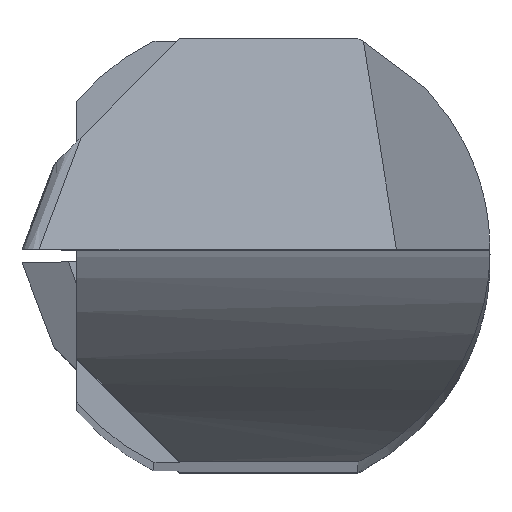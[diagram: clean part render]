
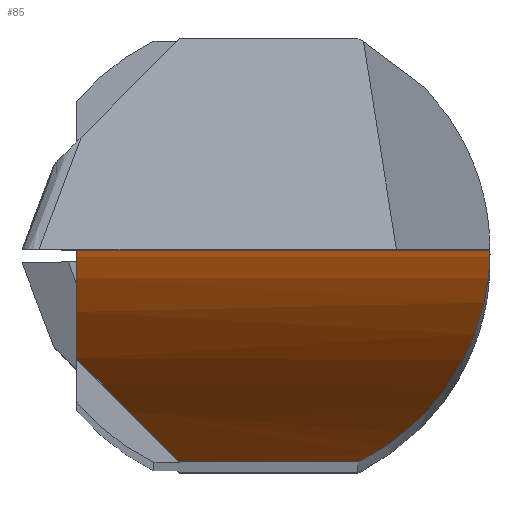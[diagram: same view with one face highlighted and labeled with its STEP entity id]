
A CAD part, top view. The second image highlights one B-rep face of the part: STEP entity #85.
In plain terms, the highlighted cylindrical face has radius 5 mm (diameter 10 mm), a partial arc.
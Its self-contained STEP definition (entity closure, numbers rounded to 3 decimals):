
#85=ADVANCED_FACE('',(#128),#112,.F.);
#112=CYLINDRICAL_SURFACE('',#844,5.);
#128=FACE_OUTER_BOUND('',#165,.T.);
#165=EDGE_LOOP('',(#270,#271,#272,#273,#274));
#192=CIRCLE('',#843,5.);
#201=ELLIPSE('',#842,7.071,5.);
#270=ORIENTED_EDGE('',*,*,#511,.F.);
#271=ORIENTED_EDGE('',*,*,#512,.T.);
#272=ORIENTED_EDGE('',*,*,#510,.F.);
#273=ORIENTED_EDGE('',*,*,#513,.F.);
#274=ORIENTED_EDGE('',*,*,#514,.F.);
#429=VERTEX_POINT('',#1211);
#434=VERTEX_POINT('',#1240);
#435=VERTEX_POINT('',#1259);
#436=VERTEX_POINT('',#1260);
#437=VERTEX_POINT('',#1263);
#510=EDGE_CURVE('',#434,#429,#580,.T.);
#511=EDGE_CURVE('',#435,#436,#201,.T.);
#512=EDGE_CURVE('',#435,#429,#648,.T.);
#513=EDGE_CURVE('',#437,#434,#649,.T.);
#514=EDGE_CURVE('',#436,#437,#192,.T.);
#580=B_SPLINE_CURVE_WITH_KNOTS('',3,(#1241,#1242,#1243,#1244,#1245,#1246,
#1247,#1248,#1249,#1250,#1251,#1252,#1253,#1254,#1255,#1256),
 .UNSPECIFIED.,.F.,.F.,(4,3,3,3,3,4),(0.,0.383,0.653,
0.826,0.955,1.),.UNSPECIFIED.);
#648=LINE('',#1261,#733);
#649=LINE('',#1262,#734);
#733=VECTOR('',#958,1.);
#734=VECTOR('',#959,1.);
#842=AXIS2_PLACEMENT_3D('',#1258,#956,#957);
#843=AXIS2_PLACEMENT_3D('',#1264,#960,#961);
#844=AXIS2_PLACEMENT_3D('',#1265,#962,#963);
#956=DIRECTION('',(0.707,0.707,0.));
#957=DIRECTION('',(0.707,-0.707,0.));
#958=DIRECTION('',(1.,0.,0.));
#959=DIRECTION('',(1.,0.,0.));
#960=DIRECTION('',(1.,0.,0.));
#961=DIRECTION('',(0.,0.862,-0.506));
#962=DIRECTION('',(1.,0.,0.));
#963=DIRECTION('',(0.,1.,0.));
#1211=CARTESIAN_POINT('',(0.654,-1.35,17.5));
#1240=CARTESIAN_POINT('',(1.5,0.,20.917));
#1241=CARTESIAN_POINT('',(1.5,0.,20.917));
#1242=CARTESIAN_POINT('',(1.5,0.,20.411));
#1243=CARTESIAN_POINT('',(1.506,-0.079,19.899));
#1244=CARTESIAN_POINT('',(1.482,-0.23,19.417));
#1245=CARTESIAN_POINT('',(1.466,-0.338,19.076));
#1246=CARTESIAN_POINT('',(1.433,-0.484,18.743));
#1247=CARTESIAN_POINT('',(1.349,-0.656,18.441));
#1248=CARTESIAN_POINT('',(1.295,-0.767,18.246));
#1249=CARTESIAN_POINT('',(1.218,-0.891,18.061));
#1250=CARTESIAN_POINT('',(1.107,-1.012,17.901));
#1251=CARTESIAN_POINT('',(1.024,-1.103,17.781));
#1252=CARTESIAN_POINT('',(0.92,-1.194,17.673));
#1253=CARTESIAN_POINT('',(0.795,-1.272,17.585));
#1254=CARTESIAN_POINT('',(0.751,-1.3,17.554));
#1255=CARTESIAN_POINT('',(0.703,-1.326,17.526));
#1256=CARTESIAN_POINT('',(0.654,-1.35,17.5));
#1258=CARTESIAN_POINT('',(3.162,-5.,20.917));
#1259=CARTESIAN_POINT('',(-0.488,-1.35,17.5));
#1260=CARTESIAN_POINT('',(-1.15,-0.688,18.385));
#1261=CARTESIAN_POINT('',(-0.488,-1.35,17.5));
#1262=CARTESIAN_POINT('',(-1.15,0.,20.917));
#1263=CARTESIAN_POINT('',(-1.15,0.,20.917));
#1264=CARTESIAN_POINT('',(-1.15,-5.,20.917));
#1265=CARTESIAN_POINT('',(-1.803,-5.,20.917));
